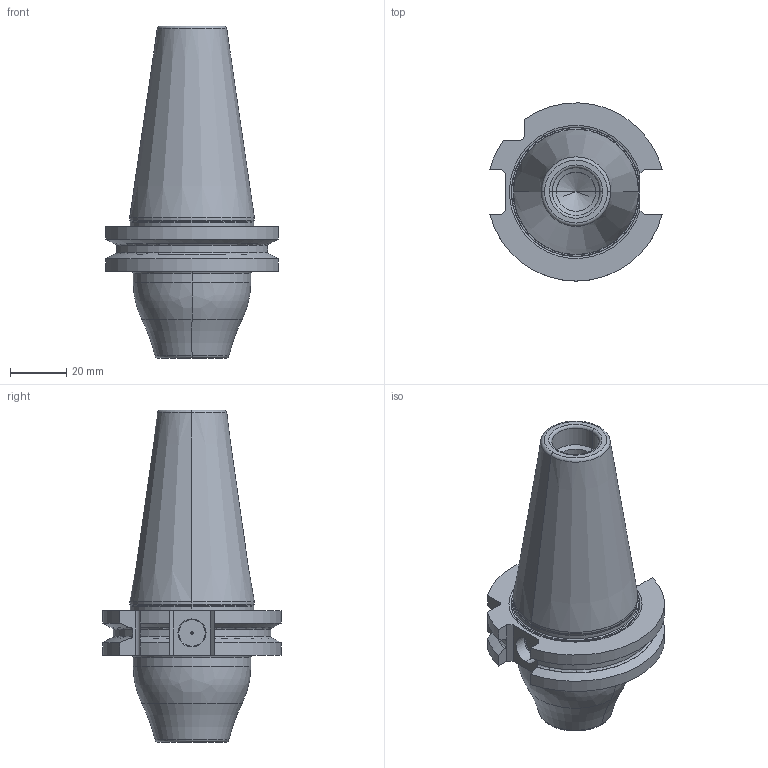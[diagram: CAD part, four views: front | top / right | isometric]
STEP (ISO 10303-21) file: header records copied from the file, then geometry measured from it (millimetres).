
FILE_DESCRIPTION((''),'2;1');
FILE_NAME('607663491-000-01-E43','2023-03-14T08:35:45',('liebchenm'),(''),'CREO PARAMETRIC BY PTC INC, 2021184','CREO PARAMETRIC BY PTC INC, 2021184','');
FILE_SCHEMA(('AP242_MANAGED_MODEL_BASED_3D_ENGINEERING_MIM_LF { 1 0 10303 442 1 1 4 }'));
Length unit declared in the file: millimetre
Products named in the file (1): 607663491-000-01-E43
Bounding box: 61.48 x 63.54 x 118.4 mm (x, y, z)
Volume: 137114.5 mm3; surface area: 22153.2 mm2
Topology: 1 solids, 1 shells, 93 faces, 229 edges, 140 vertices
Faces by surface type: plane 25, cylinder 24, torus 23, cone 19, bspline 2
Entity records: 4296 total; most frequent: CARTESIAN_POINT 804, DIRECTION 492, ORIENTED_EDGE 450, PRESENTATION_STYLE_ASSIGNMENT 231, STYLED_ITEM 231, CURVE_STYLE 230, EDGE_CURVE 225, AXIS2_PLACEMENT_3D 200
